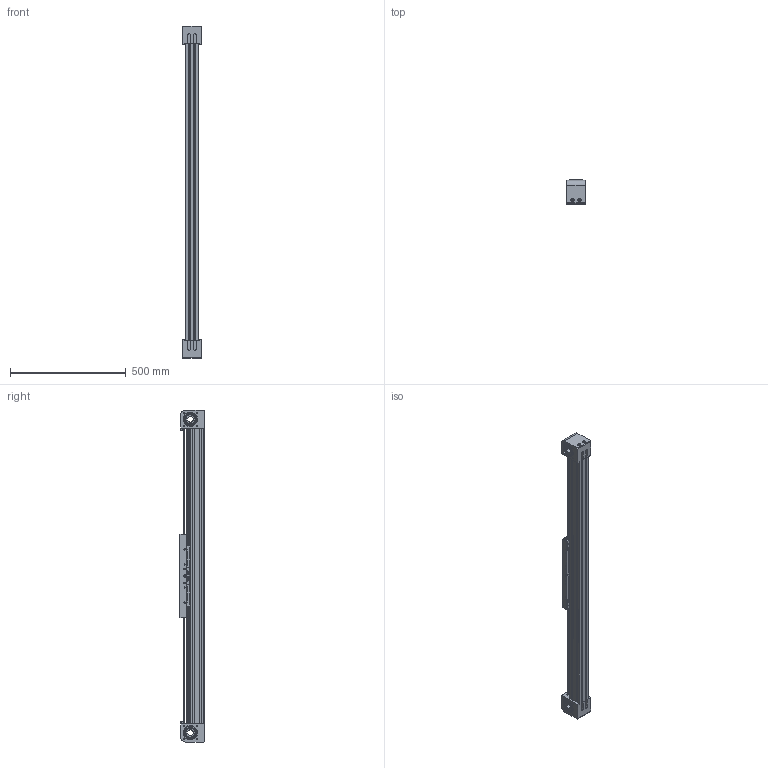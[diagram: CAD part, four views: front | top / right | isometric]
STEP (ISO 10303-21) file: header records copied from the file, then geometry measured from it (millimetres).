
FILE_DESCRIPTION (( 'STEP AP214' ), '1' );
FILE_NAME ('BLM60-900.STEP', '2023-02-28T08:22:53', ( '' ), ( '' ), 'SwSTEP 2.0', 'SolidWorks 2023', '' );
FILE_SCHEMA (( 'AUTOMOTIVE_DESIGN' ));
Length unit declared in the file: millimetre
Products named in the file (1): BLM60-900
Bounding box: 80 x 104 x 1436 mm (x, y, z)
Volume: 5648188.1 mm3; surface area: 1214502.6 mm2
Topology: 117 solids, 117 shells, 3794 faces, 10274 edges, 6640 vertices
Faces by surface type: plane 1964, cylinder 1462, torus 176, sphere 116, cone 52, bspline 24
Entity records: 165029 total; most frequent: CARTESIAN_POINT 25239, DIRECTION 20746, ORIENTED_EDGE 19844, EDGE_CURVE 9922, AXIS2_PLACEMENT_3D 7219, VERTEX_POINT 6528, LINE 6308, VECTOR 6308
